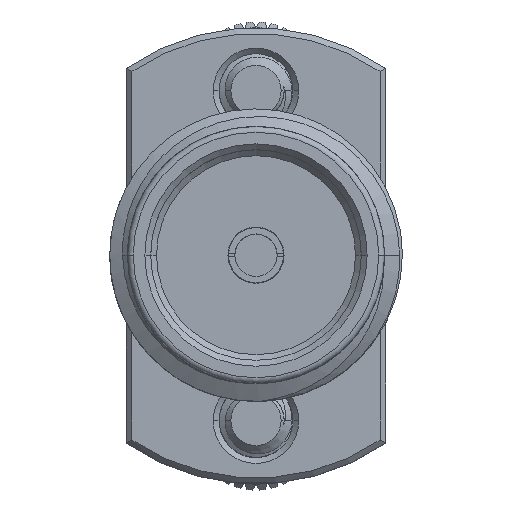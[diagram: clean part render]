
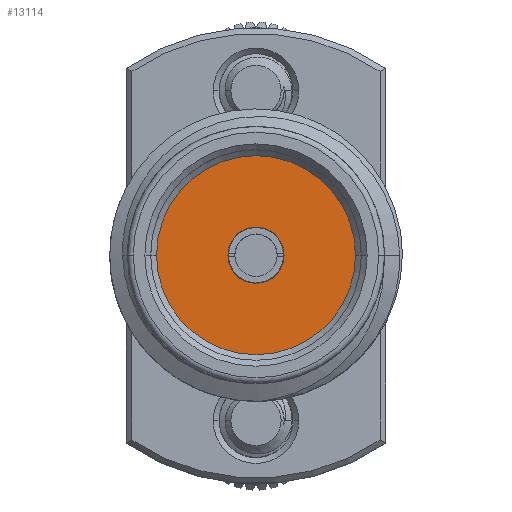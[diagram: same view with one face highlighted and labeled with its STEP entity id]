
A CAD part, top view. The second image highlights one B-rep face of the part: STEP entity #13114.
In plain terms, the highlighted planar face has unit normal (0, 0, 1).
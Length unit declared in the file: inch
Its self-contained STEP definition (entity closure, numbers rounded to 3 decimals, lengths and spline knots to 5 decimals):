
#448 = EDGE_CURVE ( 'NONE', #1603, #21727, #20461, .T. ) ;
#863 = ORIENTED_EDGE ( 'NONE', *, *, #20479, .T. ) ;
#970 = AXIS2_PLACEMENT_3D ( 'NONE', #24311, #22664, #6844 ) ;
#1501 = AXIS2_PLACEMENT_3D ( 'NONE', #7878, #10056, #17919 ) ;
#1584 = VERTEX_POINT ( 'NONE', #6255 ) ;
#1603 = VERTEX_POINT ( 'NONE', #2278 ) ;
#2156 = CIRCLE ( 'NONE', #970, 0.085 ) ;
#2278 = CARTESIAN_POINT ( 'NONE',  ( -0.024, 0., 0.364 ) ) ;
#2833 = CARTESIAN_POINT ( 'NONE',  ( 0.024, 0., 0.364 ) ) ;
#3281 = PLANE ( 'NONE',  #4113 ) ;
#3366 = CARTESIAN_POINT ( 'NONE',  ( 0., 0., 0.364 ) ) ;
#4113 = AXIS2_PLACEMENT_3D ( 'NONE', #23400, #19399, #21399 ) ;
#4460 = FACE_BOUND ( 'NONE', #6429, .T. ) ;
#5099 = DIRECTION ( 'NONE',  ( 0., 0., 1. ) ) ;
#5497 = DIRECTION ( 'NONE',  ( 0., 0., 1. ) ) ;
#6150 = EDGE_CURVE ( 'NONE', #18638, #1584, #9986, .T. ) ;
#6255 = CARTESIAN_POINT ( 'NONE',  ( 0.085, 0., 0.364 ) ) ;
#6429 = EDGE_LOOP ( 'NONE', ( #10863, #11486 ) ) ;
#6844 = DIRECTION ( 'NONE',  ( 1., 0., 0. ) ) ;
#7878 = CARTESIAN_POINT ( 'NONE',  ( 0., 0., 0.364 ) ) ;
#9829 = FACE_OUTER_BOUND ( 'NONE', #19525, .T. ) ;
#9986 = CIRCLE ( 'NONE', #18805, 0.085 ) ;
#10056 = DIRECTION ( 'NONE',  ( 0., 0., 1. ) ) ;
#10863 = ORIENTED_EDGE ( 'NONE', *, *, #448, .F. ) ;
#11295 = DIRECTION ( 'NONE',  ( 1., 0., 0. ) ) ;
#11486 = ORIENTED_EDGE ( 'NONE', *, *, #25524, .F. ) ;
#12943 = ORIENTED_EDGE ( 'NONE', *, *, #6150, .T. ) ;
#13114 = ADVANCED_FACE ( 'NONE', ( #9829, #4460 ), #3281, .T. ) ;
#14382 = CIRCLE ( 'NONE', #20803, 0.024 ) ;
#17919 = DIRECTION ( 'NONE',  ( 1., 0., 0. ) ) ;
#18638 = VERTEX_POINT ( 'NONE', #18880 ) ;
#18805 = AXIS2_PLACEMENT_3D ( 'NONE', #19169, #5099, #11295 ) ;
#18880 = CARTESIAN_POINT ( 'NONE',  ( -0.085, 0., 0.364 ) ) ;
#19169 = CARTESIAN_POINT ( 'NONE',  ( 0., 0., 0.364 ) ) ;
#19399 = DIRECTION ( 'NONE',  ( 0., 0., 1. ) ) ;
#19484 = DIRECTION ( 'NONE',  ( 1., 0., 0. ) ) ;
#19525 = EDGE_LOOP ( 'NONE', ( #863, #12943 ) ) ;
#20461 = CIRCLE ( 'NONE', #1501, 0.024 ) ;
#20479 = EDGE_CURVE ( 'NONE', #1584, #18638, #2156, .T. ) ;
#20803 = AXIS2_PLACEMENT_3D ( 'NONE', #3366, #5497, #19484 ) ;
#21399 = DIRECTION ( 'NONE',  ( 1., 0., 0. ) ) ;
#21727 = VERTEX_POINT ( 'NONE', #2833 ) ;
#22664 = DIRECTION ( 'NONE',  ( 0., 0., 1. ) ) ;
#23400 = CARTESIAN_POINT ( 'NONE',  ( 0., 0., 0.364 ) ) ;
#24311 = CARTESIAN_POINT ( 'NONE',  ( 0., 0., 0.364 ) ) ;
#25524 = EDGE_CURVE ( 'NONE', #21727, #1603, #14382, .T. ) ;
